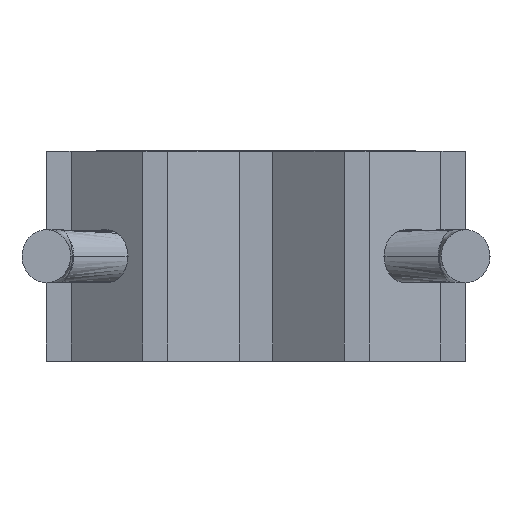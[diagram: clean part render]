
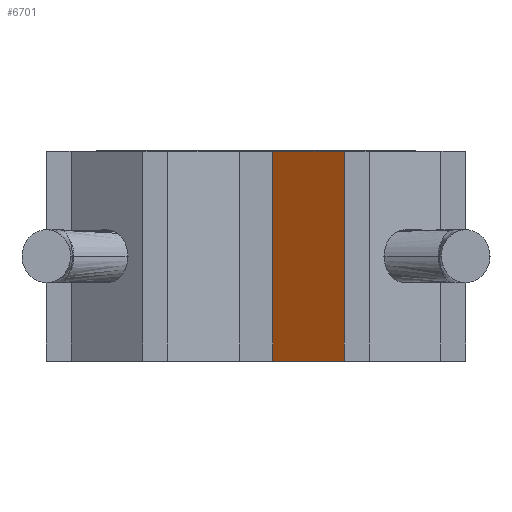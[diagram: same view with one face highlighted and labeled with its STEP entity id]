
A CAD part, front view. The second image highlights one B-rep face of the part: STEP entity #6701.
In plain terms, the highlighted planar face has unit normal (-0.604, -0.797, 0).
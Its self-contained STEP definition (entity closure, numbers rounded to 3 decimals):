
#446 = CARTESIAN_POINT ( 'NONE',  ( 2.74, 0., 0. ) ) ;
#706 = LINE ( 'NONE', #3707, #1167 ) ;
#896 = VECTOR ( 'NONE', #921, 1000. ) ;
#921 = DIRECTION ( 'NONE',  ( 0.797, -0.604, 0. ) ) ;
#1046 = VERTEX_POINT ( 'NONE', #1314 ) ;
#1096 = LINE ( 'NONE', #6409, #5234 ) ;
#1167 = VECTOR ( 'NONE', #2092, 1000. ) ;
#1314 = CARTESIAN_POINT ( 'NONE',  ( 3.61, -0.66, 0. ) ) ;
#1461 = AXIS2_PLACEMENT_3D ( 'NONE', #2698, #1640, #5010 ) ;
#1593 = PLANE ( 'NONE',  #1461 ) ;
#1640 = DIRECTION ( 'NONE',  ( 0.604, 0.797, 0. ) ) ;
#1992 = ORIENTED_EDGE ( 'NONE', *, *, #5664, .F. ) ;
#2077 = ORIENTED_EDGE ( 'NONE', *, *, #6450, .T. ) ;
#2092 = DIRECTION ( 'NONE',  ( 0.797, -0.604, 0. ) ) ;
#2152 = ORIENTED_EDGE ( 'NONE', *, *, #5343, .T. ) ;
#2256 = EDGE_CURVE ( 'NONE', #3766, #1046, #5557, .T. ) ;
#2683 = CARTESIAN_POINT ( 'NONE',  ( 3.61, -0.66, 2.54 ) ) ;
#2698 = CARTESIAN_POINT ( 'NONE',  ( 2.74, 0., 2.54 ) ) ;
#3707 = CARTESIAN_POINT ( 'NONE',  ( 2.74, 0., 0. ) ) ;
#3766 = VERTEX_POINT ( 'NONE', #2683 ) ;
#4223 = VECTOR ( 'NONE', #7276, 1000. ) ;
#4525 = LINE ( 'NONE', #6520, #896 ) ;
#4579 = VERTEX_POINT ( 'NONE', #4974 ) ;
#4747 = DIRECTION ( 'NONE',  ( 0., 0., -1. ) ) ;
#4820 = ORIENTED_EDGE ( 'NONE', *, *, #2256, .F. ) ;
#4974 = CARTESIAN_POINT ( 'NONE',  ( 2.74, 0., 2.54 ) ) ;
#5010 = DIRECTION ( 'NONE',  ( -0.797, 0.604, 0. ) ) ;
#5234 = VECTOR ( 'NONE', #4747, 1000. ) ;
#5343 = EDGE_CURVE ( 'NONE', #4579, #5692, #1096, .T. ) ;
#5385 = FACE_OUTER_BOUND ( 'NONE', #7167, .T. ) ;
#5557 = LINE ( 'NONE', #5589, #4223 ) ;
#5589 = CARTESIAN_POINT ( 'NONE',  ( 3.61, -0.66, 2.54 ) ) ;
#5664 = EDGE_CURVE ( 'NONE', #4579, #3766, #4525, .T. ) ;
#5692 = VERTEX_POINT ( 'NONE', #446 ) ;
#6409 = CARTESIAN_POINT ( 'NONE',  ( 2.74, 0., 2.54 ) ) ;
#6450 = EDGE_CURVE ( 'NONE', #5692, #1046, #706, .T. ) ;
#6520 = CARTESIAN_POINT ( 'NONE',  ( 2.74, 0., 2.54 ) ) ;
#6701 = ADVANCED_FACE ( 'NONE', ( #5385 ), #1593, .F. ) ;
#7167 = EDGE_LOOP ( 'NONE', ( #2077, #4820, #1992, #2152 ) ) ;
#7276 = DIRECTION ( 'NONE',  ( 0., 0., -1. ) ) ;
